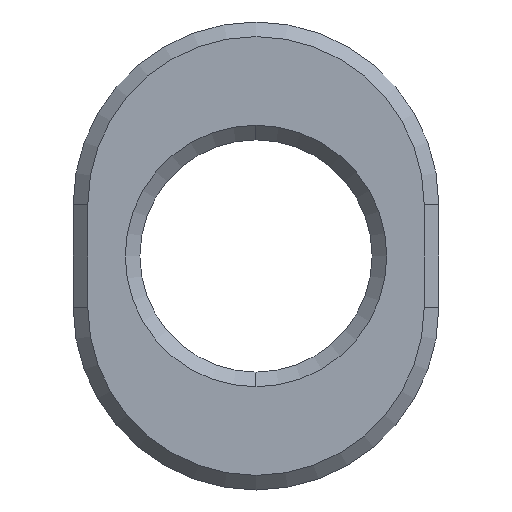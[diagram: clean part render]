
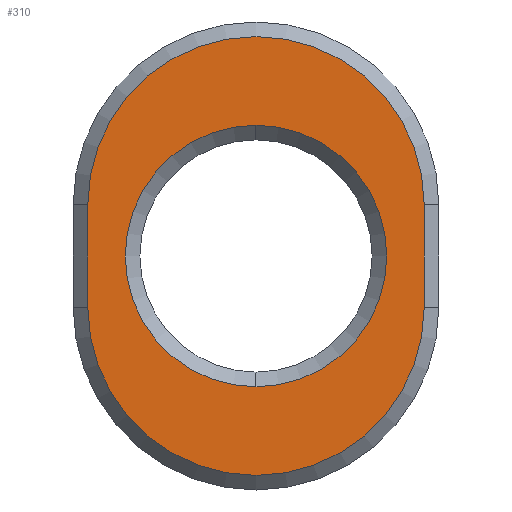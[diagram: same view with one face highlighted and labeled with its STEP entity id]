
A CAD part, left-side view. The second image highlights one B-rep face of the part: STEP entity #310.
In plain terms, the highlighted planar face has unit normal (-1, 0, 0).
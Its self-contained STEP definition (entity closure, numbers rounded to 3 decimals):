
#125=CARTESIAN_POINT('Vertex',(0.,-5.75,-1.75)) ;
#128=CARTESIAN_POINT('Axis2P3D Location',(0.,0.,-1.75)) ;
#132=CARTESIAN_POINT('Vertex',(0.,5.75,-1.75)) ;
#159=CARTESIAN_POINT('Line Origine',(0.,5.75,0.)) ;
#163=CARTESIAN_POINT('Vertex',(0.,5.75,1.75)) ;
#190=CARTESIAN_POINT('Axis2P3D Location',(0.,0.,1.75)) ;
#194=CARTESIAN_POINT('Vertex',(0.,-5.75,1.75)) ;
#221=CARTESIAN_POINT('Line Origine',(0.,-5.75,0.)) ;
#281=CARTESIAN_POINT('Axis2P3D Location',(0.,0.,0.)) ;
#292=CARTESIAN_POINT('Axis2P3D Location',(0.,0.,0.)) ;
#296=CARTESIAN_POINT('Vertex',(0.,0.,4.47)) ;
#298=CARTESIAN_POINT('Vertex',(0.,0.,-4.47)) ;
#301=CARTESIAN_POINT('Axis2P3D Location',(0.,0.,0.)) ;
#129=DIRECTION('Axis2P3D Direction',(1.,0.,0.)) ;
#160=DIRECTION('Vector Direction',(0.,0.,-1.)) ;
#191=DIRECTION('Axis2P3D Direction',(1.,0.,0.)) ;
#222=DIRECTION('Vector Direction',(0.,0.,1.)) ;
#282=DIRECTION('Axis2P3D Direction',(1.,0.,-0.)) ;
#283=DIRECTION('Axis2P3D XDirection',(0.,0.,1.)) ;
#293=DIRECTION('Axis2P3D Direction',(1.,0.,-0.)) ;
#302=DIRECTION('Axis2P3D Direction',(1.,0.,-0.)) ;
#130=AXIS2_PLACEMENT_3D('Circle Axis2P3D',#128,#129,$) ;
#192=AXIS2_PLACEMENT_3D('Circle Axis2P3D',#190,#191,$) ;
#284=AXIS2_PLACEMENT_3D('Plane Axis2P3D',#281,#282,#283) ;
#294=AXIS2_PLACEMENT_3D('Circle Axis2P3D',#292,#293,$) ;
#303=AXIS2_PLACEMENT_3D('Circle Axis2P3D',#301,#302,$) ;
#287=ORIENTED_EDGE('',*,*,#225,.F.) ;
#288=ORIENTED_EDGE('',*,*,#196,.F.) ;
#289=ORIENTED_EDGE('',*,*,#165,.F.) ;
#290=ORIENTED_EDGE('',*,*,#134,.F.) ;
#307=ORIENTED_EDGE('',*,*,#300,.T.) ;
#308=ORIENTED_EDGE('',*,*,#305,.T.) ;
#309=FACE_BOUND('',#306,.T.) ;
#161=VECTOR('Line Direction',#160,1.) ;
#223=VECTOR('Line Direction',#222,1.) ;
#310=ADVANCED_FACE('Corps principal',(#291,#309),#285,.F.) ;
#131=CIRCLE('generated circle',#130,5.75) ;
#193=CIRCLE('generated circle',#192,5.75) ;
#295=CIRCLE('generated circle',#294,4.47) ;
#304=CIRCLE('generated circle',#303,4.47) ;
#134=EDGE_CURVE('',#126,#133,#131,.T.) ;
#165=EDGE_CURVE('',#133,#164,#162,.F.) ;
#196=EDGE_CURVE('',#164,#195,#193,.T.) ;
#225=EDGE_CURVE('',#195,#126,#224,.F.) ;
#300=EDGE_CURVE('',#297,#299,#295,.T.) ;
#305=EDGE_CURVE('',#299,#297,#304,.T.) ;
#286=EDGE_LOOP('',(#287,#288,#289,#290)) ;
#306=EDGE_LOOP('',(#307,#308)) ;
#291=FACE_OUTER_BOUND('',#286,.T.) ;
#162=LINE('Line',#159,#161) ;
#224=LINE('Line',#221,#223) ;
#285=PLANE('',#284) ;
#126=VERTEX_POINT('',#125) ;
#133=VERTEX_POINT('',#132) ;
#164=VERTEX_POINT('',#163) ;
#195=VERTEX_POINT('',#194) ;
#297=VERTEX_POINT('',#296) ;
#299=VERTEX_POINT('',#298) ;
